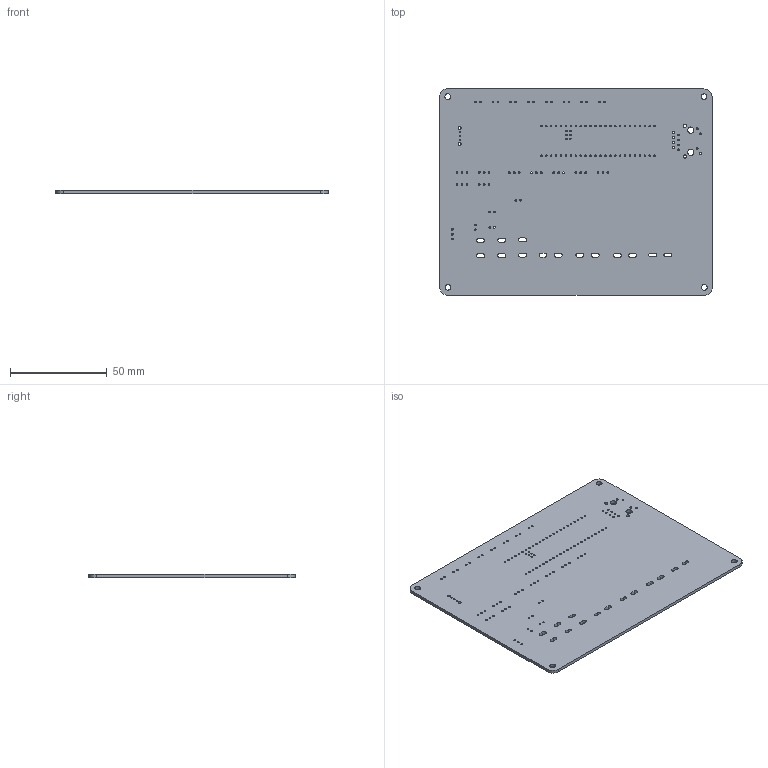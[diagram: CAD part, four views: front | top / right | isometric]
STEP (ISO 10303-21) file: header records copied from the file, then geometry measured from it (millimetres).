
FILE_DESCRIPTION(('KiCad electronic assembly'),'2;1');
FILE_NAME('ScienceMotorController.step','2023-05-02T21:22:15',('Pcbnew') ,('Kicad'),'Open CASCADE STEP processor 7.6','KiCad to STEP converter' ,'Unknown');
FILE_SCHEMA(('AUTOMOTIVE_DESIGN { 1 0 10303 214 1 1 1 1 }'));
Length unit declared in the file: millimetre
Products named in the file (2): ScienceMotorController 1; ScienceMotorController PCB
Assembly tree (1 placements, depth 2):
  ScienceMotorController 1
    ScienceMotorController PCB
Bounding box: 140.38 x 106.47 x 1.6 mm (x, y, z)
Volume: 23509.8 mm3; surface area: 31049.3 mm2
Topology: 1 solids, 1 shells, 199 faces, 591 edges, 394 vertices
Faces by surface type: cylinder 165, plane 34
Full cylindrical faces by diameter (mm): 0.7 x6, 0.8 x57, 0.9 x53, 1 x3, 1.02 x4, 1.5 x2, 1.6 x2, 2.946 x4, 3.25 x2
Entity records: 15173 total; most frequent: DIRECTION 2505, CARTESIAN_POINT 2368, ORIENTED_EDGE 1182, PCURVE 1182, DEFINITIONAL_REPRESENTATION 1182, LINE 1113, VECTOR 1113, CIRCLE 660
